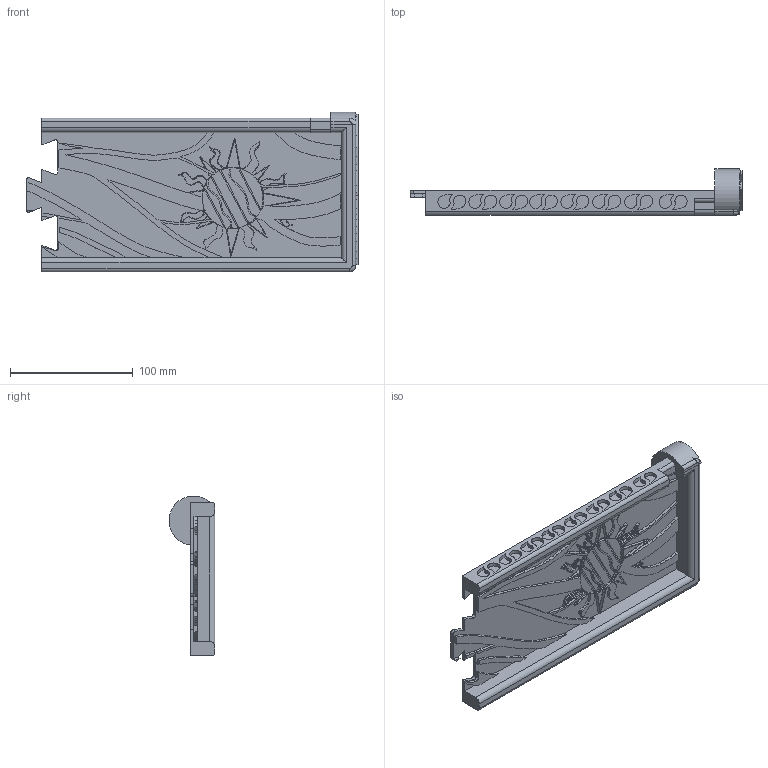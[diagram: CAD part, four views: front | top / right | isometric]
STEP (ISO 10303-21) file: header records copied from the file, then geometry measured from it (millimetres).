
FILE_DESCRIPTION(/* description */ ('STEP AP242','CAx-IF Rec.Pracs.---Representation and Presentation of Product Manufacturing Information (PMI)---4.0---2014-10-13','CAx-IF Rec.Pracs.---3D Tessellated Geometry---0.4---2014-09-14','2;1'),/* implementation_level */ '2;1');
FILE_NAME(/* name */ '688dd44af2a5856ad47dadea',/* time_stamp */ '2025-08-02T09:03:08Z',/* author */ (''),/* organization */ (''),/* preprocessor_version */ 'ST-DEVELOPER v20',/* originating_system */ 'ONSHAPE BY PTC INC, 1.201',/* authorisation */ ' ');
FILE_SCHEMA (('AP242_MANAGED_MODEL_BASED_3D_ENGINEERING_MIM_LF { 1 0 10303 442 1 1 4 }'));
Products named in the file (92): Part 17; Part 15; Part 16; Part 2; Part 73; Part 57; Part 3; Part 41; Part 25; Part 72; Part 56; Part 4; Part 40; Part 24; Part 89; Part 5; Part 88; Part 6; Part 7; Part 8; Part 9; Part 34; Part 18; Part 83; Part 67; Part 51; Part 10; Part 91; Part 82; Part 66; Part 1; Part 50; Part 11; Part 92; Part 12; Part 78; Part 62; Part 46; Part 30; Part 13 ...
Bounding box: 269.92 x 37.22 x 129.94 mm (x, y, z)
Volume: 233790.7 mm3; surface area: 120192.9 mm2
Topology: 92 solids, 92 shells, 2571 faces, 7053 edges, 4700 vertices
Faces by surface type: plane 2446, bspline 70, cylinder 55
Entity records: 82498 total; most frequent: CARTESIAN_POINT 15218, ORIENTED_EDGE 14106, DIRECTION 12201, EDGE_CURVE 7053, LINE 6807, VECTOR 6807, VERTEX_POINT 4700, AXIS2_PLACEMENT_3D 2697
